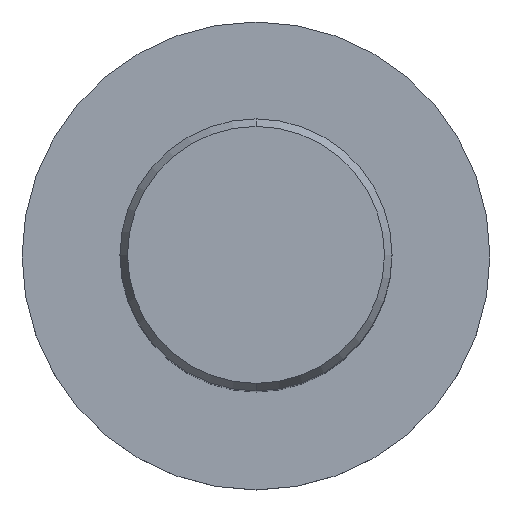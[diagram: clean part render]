
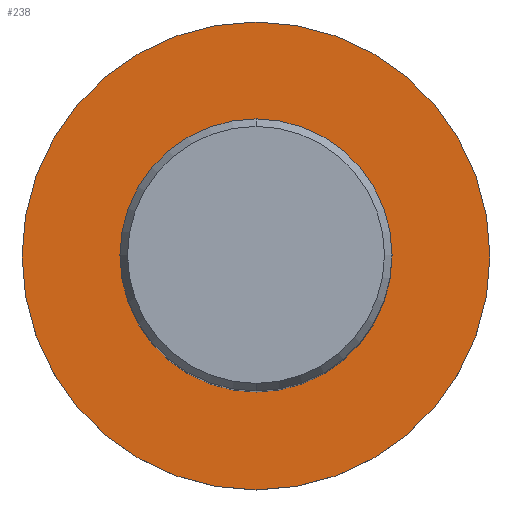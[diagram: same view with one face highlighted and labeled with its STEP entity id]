
A CAD part, top view. The second image highlights one B-rep face of the part: STEP entity #238.
In plain terms, the highlighted planar face has unit normal (0, 0, 1).
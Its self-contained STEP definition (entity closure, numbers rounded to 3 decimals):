
#198=VERTEX_POINT('',#533);
#224=EDGE_CURVE('',#432,#198,#560,.T.);
#238=ADVANCED_FACE('',(#574,#575),#576,.T.);
#248=VERTEX_POINT('',#586);
#386=EDGE_CURVE('',#498,#248,#737,.T.);
#402=EDGE_CURVE('',#248,#498,#756,.T.);
#432=VERTEX_POINT('',#788);
#468=EDGE_CURVE('',#198,#432,#828,.T.);
#498=VERTEX_POINT('',#862);
#533=CARTESIAN_POINT('',(0.,-12.5,-56.0));
#560=CIRCLE('',#925,12.5);
#574=FACE_BOUND('',#967,.T.);
#575=FACE_OUTER_BOUND('',#968,.T.);
#576=PLANE('',#969);
#586=CARTESIAN_POINT('',(0.0,21.5,-56.0));
#737=CIRCLE('',#1268,21.5);
#756=CIRCLE('',#1332,21.5);
#788=CARTESIAN_POINT('',(0.0,12.5,-56.0));
#828=CIRCLE('',#1476,12.5);
#862=CARTESIAN_POINT('',(0.,-21.5,-56.0));
#925=AXIS2_PLACEMENT_3D('',#1609,#1610,#1611);
#967=EDGE_LOOP('',(#1615,#1616));
#968=EDGE_LOOP('',(#1617,#1618));
#969=AXIS2_PLACEMENT_3D('',#1619,#1620,#1621);
#1268=AXIS2_PLACEMENT_3D('',#1791,#1792,#1793);
#1332=AXIS2_PLACEMENT_3D('',#1830,#1831,#1832);
#1476=AXIS2_PLACEMENT_3D('',#1924,#1925,#1926);
#1609=CARTESIAN_POINT('',(0.0,0.0,-56.0));
#1610=DIRECTION('',(-0.0,0.0,-1.0));
#1611=DIRECTION('',(0.0,1.0,0.0));
#1615=ORIENTED_EDGE('',*,*,#224,.T.);
#1616=ORIENTED_EDGE('',*,*,#468,.T.);
#1617=ORIENTED_EDGE('',*,*,#402,.F.);
#1618=ORIENTED_EDGE('',*,*,#386,.F.);
#1619=CARTESIAN_POINT('',(0.0,10.75,-56.0));
#1620=DIRECTION('',(-0.0,0.0,1.0));
#1621=DIRECTION('',(0.0,-1.0,0.0));
#1791=CARTESIAN_POINT('',(0.0,0.0,-56.0));
#1792=DIRECTION('',(0.0,0.0,-1.0));
#1793=DIRECTION('',(0.0,1.0,0.0));
#1830=CARTESIAN_POINT('',(0.0,0.0,-56.0));
#1831=DIRECTION('',(0.0,0.0,-1.0));
#1832=DIRECTION('',(0.0,1.0,0.0));
#1924=CARTESIAN_POINT('',(0.0,0.0,-56.0));
#1925=DIRECTION('',(-0.0,0.0,-1.0));
#1926=DIRECTION('',(0.0,1.0,0.0));
